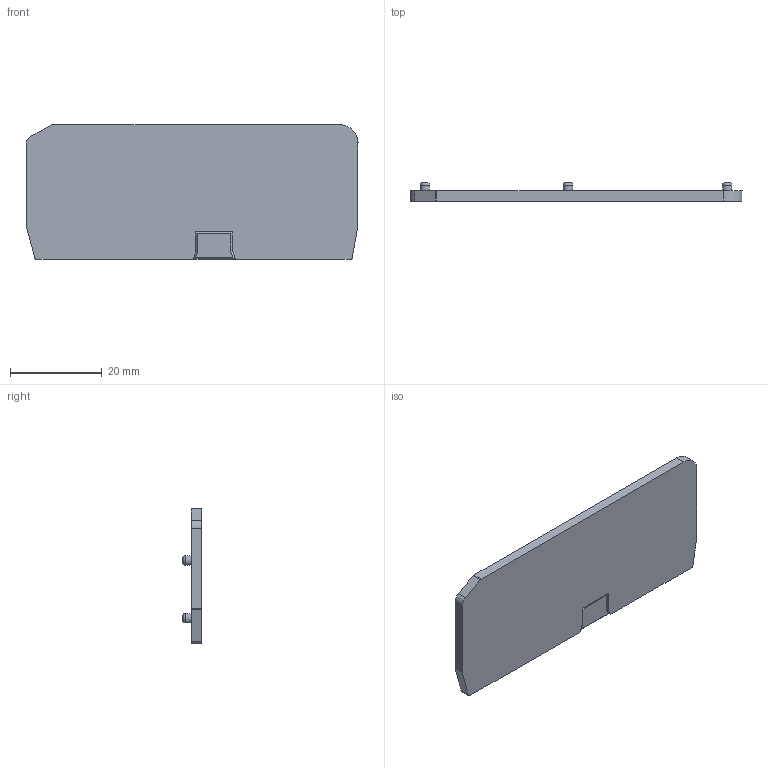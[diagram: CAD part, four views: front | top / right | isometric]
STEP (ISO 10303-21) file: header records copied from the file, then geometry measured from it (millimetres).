
FILE_DESCRIPTION( ( 'Unknown' ), '1' );
FILE_NAME( '零件4.stp', 'Unknown', ( 'Unknown' ), ( 'Unknown' ), 'XStep 1.0', 'Unknown', ' ' );
FILE_SCHEMA( ( 'automotive_design' ) );
Length unit declared in the file: millimetre
Products named in the file (1): DDST25-4-D
Bounding box: 72.4 x 4 x 29.4 mm (x, y, z)
Volume: 4603.9 mm3; surface area: 4705 mm2
Topology: 1 solids, 1 shells, 49 faces, 122 edges, 78 vertices
Faces by surface type: plane 36, cylinder 7, torus 3, cone 3
Entity records: 1772 total; most frequent: CARTESIAN_POINT 234, DIRECTION 234, ORIENTED_EDGE 222, EDGE_CURVE 111, LINE 88, VECTOR 88, AXIS2_PLACEMENT_3D 73, VERTEX_POINT 73
